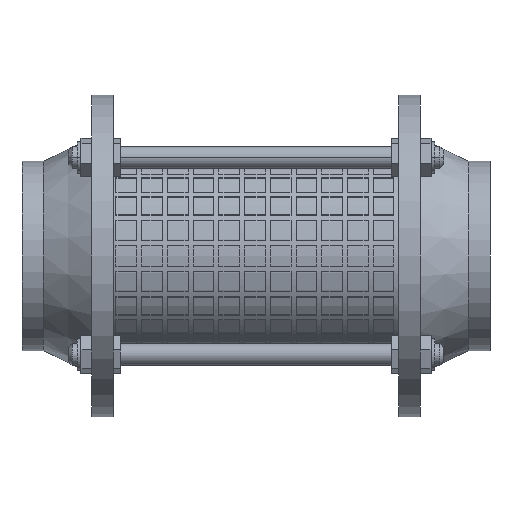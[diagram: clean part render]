
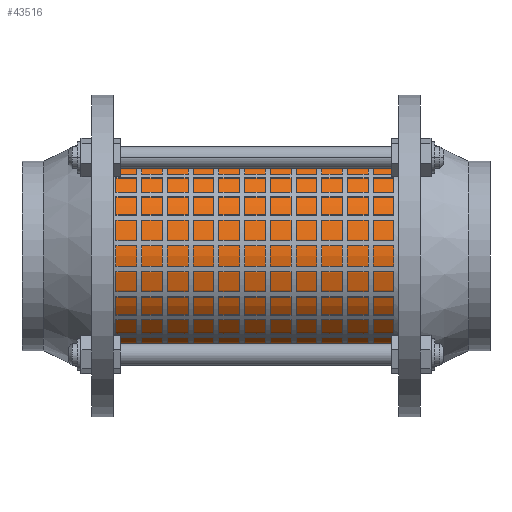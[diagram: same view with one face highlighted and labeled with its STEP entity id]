
A CAD part, front view. The second image highlights one B-rep face of the part: STEP entity #43516.
In plain terms, the highlighted cylindrical face has radius 27.8 mm (diameter 55.6 mm), a partial arc.
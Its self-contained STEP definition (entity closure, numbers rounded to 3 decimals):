
#1628 = DIRECTION ( 'NONE',  ( -1., 0., 0. ) ) ;
#2295 = CYLINDRICAL_SURFACE ( 'NONE', #24390, 27.8 ) ;
#3789 = CARTESIAN_POINT ( 'NONE',  ( -42.5, 0., 0. ) ) ;
#4408 = EDGE_CURVE ( 'NONE', #42307, #15400, #26890, .T. ) ;
#5411 = ORIENTED_EDGE ( 'NONE', *, *, #12831, .T. ) ;
#6336 = DIRECTION ( 'NONE',  ( -1., 0., 0. ) ) ;
#9524 = VERTEX_POINT ( 'NONE', #22451 ) ;
#10437 = AXIS2_PLACEMENT_3D ( 'NONE', #29368, #32808, #22061 ) ;
#10505 = CARTESIAN_POINT ( 'NONE',  ( 121.13, 0., -27.8 ) ) ;
#12831 = EDGE_CURVE ( 'NONE', #15400, #9524, #26666, .T. ) ;
#13713 = DIRECTION ( 'NONE',  ( -1., 0., 0. ) ) ;
#15400 = VERTEX_POINT ( 'NONE', #37180 ) ;
#16228 = DIRECTION ( 'NONE',  ( 0., 0., 1. ) ) ;
#17713 = DIRECTION ( 'NONE',  ( 1., 0., 0. ) ) ;
#18086 = VECTOR ( 'NONE', #13713, 1000. ) ;
#18797 = ORIENTED_EDGE ( 'NONE', *, *, #37449, .F. ) ;
#22061 = DIRECTION ( 'NONE',  ( 0., 0., -1. ) ) ;
#22451 = CARTESIAN_POINT ( 'NONE',  ( -42.5, 0., -27.8 ) ) ;
#22792 = ORIENTED_EDGE ( 'NONE', *, *, #4408, .T. ) ;
#24390 = AXIS2_PLACEMENT_3D ( 'NONE', #33818, #1628, #16228 ) ;
#25356 = CARTESIAN_POINT ( 'NONE',  ( 42.5, 0., 27.8 ) ) ;
#26666 = CIRCLE ( 'NONE', #44204, 27.8 ) ;
#26775 = EDGE_CURVE ( 'NONE', #42307, #36521, #33795, .T. ) ;
#26890 = LINE ( 'NONE', #40847, #28533 ) ;
#28533 = VECTOR ( 'NONE', #6336, 1000. ) ;
#29368 = CARTESIAN_POINT ( 'NONE',  ( 42.5, 0., 0. ) ) ;
#29674 = CARTESIAN_POINT ( 'NONE',  ( 42.5, 0., -27.8 ) ) ;
#31527 = LINE ( 'NONE', #10505, #18086 ) ;
#32808 = DIRECTION ( 'NONE',  ( 1., 0., 0. ) ) ;
#33274 = EDGE_LOOP ( 'NONE', ( #18797, #44693, #22792, #5411 ) ) ;
#33795 = CIRCLE ( 'NONE', #10437, 27.8 ) ;
#33818 = CARTESIAN_POINT ( 'NONE',  ( 121.13, 0., 0. ) ) ;
#36521 = VERTEX_POINT ( 'NONE', #29674 ) ;
#37180 = CARTESIAN_POINT ( 'NONE',  ( -42.5, 0., 27.8 ) ) ;
#37449 = EDGE_CURVE ( 'NONE', #36521, #9524, #31527, .T. ) ;
#39784 = FACE_OUTER_BOUND ( 'NONE', #33274, .T. ) ;
#40326 = DIRECTION ( 'NONE',  ( 0., 0., -1. ) ) ;
#40847 = CARTESIAN_POINT ( 'NONE',  ( 121.13, 0., 27.8 ) ) ;
#42307 = VERTEX_POINT ( 'NONE', #25356 ) ;
#43516 = ADVANCED_FACE ( 'NONE', ( #39784 ), #2295, .T. ) ;
#44204 = AXIS2_PLACEMENT_3D ( 'NONE', #3789, #17713, #40326 ) ;
#44693 = ORIENTED_EDGE ( 'NONE', *, *, #26775, .F. ) ;
